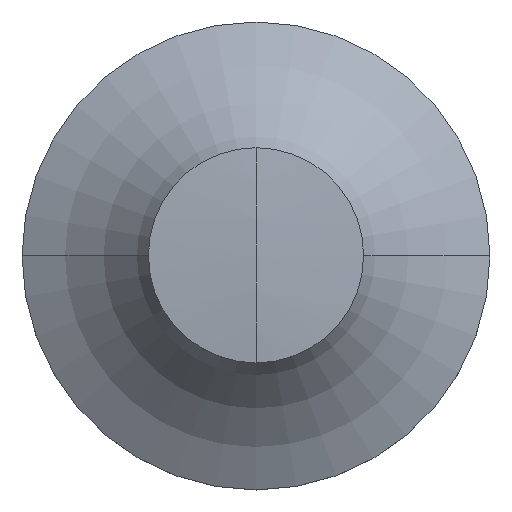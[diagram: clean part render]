
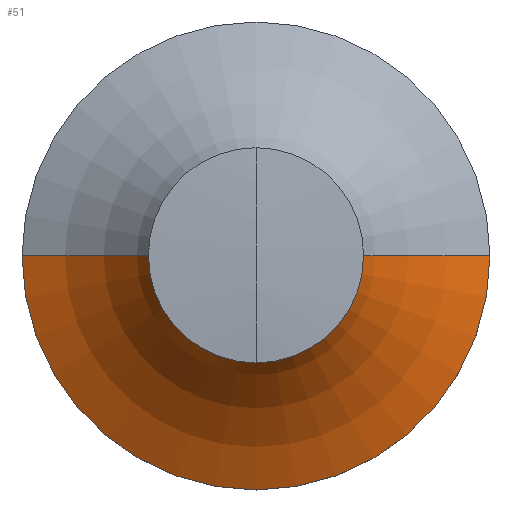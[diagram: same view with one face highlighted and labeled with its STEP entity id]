
A CAD part, top view. The second image highlights one B-rep face of the part: STEP entity #51.
In plain terms, the highlighted toroidal (fillet/blend) face has major radius 36.132 mm and minor radius 30.132 mm.
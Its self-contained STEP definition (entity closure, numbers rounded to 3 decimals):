
#15 = DIRECTION ( 'NONE',  ( 0., 0., -1. ) ) ;
#20 = VERTEX_POINT ( 'NONE', #303 ) ;
#29 = AXIS2_PLACEMENT_3D ( 'NONE', #138, #136, #135 ) ;
#33 = VERTEX_POINT ( 'NONE', #127 ) ;
#35 = DIRECTION ( 'NONE',  ( 0., -1., 0. ) ) ;
#40 = CARTESIAN_POINT ( 'NONE',  ( -36.132, 0., 32. ) ) ;
#47 = DIRECTION ( 'NONE',  ( -1., 0., 0. ) ) ;
#51 = ADVANCED_FACE ( 'NONE', ( #442 ), #104, .F. ) ;
#57 = DIRECTION ( 'NONE',  ( 0., 0., -1. ) ) ;
#62 = CARTESIAN_POINT ( 'NONE',  ( 0., 0., 4. ) ) ;
#69 = ORIENTED_EDGE ( 'NONE', *, *, #410, .T. ) ;
#83 = DIRECTION ( 'NONE',  ( 0., 0., -1. ) ) ;
#85 = CIRCLE ( 'NONE', #262, 6. ) ;
#96 = CIRCLE ( 'NONE', #29, 30.132 ) ;
#99 = CARTESIAN_POINT ( 'NONE',  ( 25., 0., 4. ) ) ;
#104 = TOROIDAL_SURFACE ( 'NONE', #247, 36.132, 30.132 ) ;
#108 = EDGE_CURVE ( 'NONE', #145, #33, #309, .T. ) ;
#123 = ORIENTED_EDGE ( 'NONE', *, *, #108, .F. ) ;
#127 = CARTESIAN_POINT ( 'NONE',  ( -6., 0., 32. ) ) ;
#135 = DIRECTION ( 'NONE',  ( -1., 0., 0. ) ) ;
#136 = DIRECTION ( 'NONE',  ( 0., 1., 0. ) ) ;
#138 = CARTESIAN_POINT ( 'NONE',  ( 36.132, 0., 32. ) ) ;
#145 = VERTEX_POINT ( 'NONE', #423 ) ;
#164 = EDGE_LOOP ( 'NONE', ( #311, #69, #202, #123 ) ) ;
#202 = ORIENTED_EDGE ( 'NONE', *, *, #253, .T. ) ;
#226 = DIRECTION ( 'NONE',  ( -1., 0., 0. ) ) ;
#241 = EDGE_CURVE ( 'NONE', #431, #145, #353, .T. ) ;
#247 = AXIS2_PLACEMENT_3D ( 'NONE', #421, #334, #315 ) ;
#253 = EDGE_CURVE ( 'NONE', #20, #33, #85, .T. ) ;
#262 = AXIS2_PLACEMENT_3D ( 'NONE', #342, #83, #226 ) ;
#279 = AXIS2_PLACEMENT_3D ( 'NONE', #40, #35, #15 ) ;
#303 = CARTESIAN_POINT ( 'NONE',  ( 6., 0., 32. ) ) ;
#309 = CIRCLE ( 'NONE', #279, 30.132 ) ;
#311 = ORIENTED_EDGE ( 'NONE', *, *, #241, .F. ) ;
#315 = DIRECTION ( 'NONE',  ( -1., 0., 0. ) ) ;
#334 = DIRECTION ( 'NONE',  ( 0., 0., -1. ) ) ;
#342 = CARTESIAN_POINT ( 'NONE',  ( 0., 0., 32. ) ) ;
#353 = CIRCLE ( 'NONE', #432, 25. ) ;
#410 = EDGE_CURVE ( 'NONE', #431, #20, #96, .T. ) ;
#421 = CARTESIAN_POINT ( 'NONE',  ( 0., 0., 32. ) ) ;
#423 = CARTESIAN_POINT ( 'NONE',  ( -25., 0., 4. ) ) ;
#431 = VERTEX_POINT ( 'NONE', #99 ) ;
#432 = AXIS2_PLACEMENT_3D ( 'NONE', #62, #57, #47 ) ;
#442 = FACE_OUTER_BOUND ( 'NONE', #164, .T. ) ;
